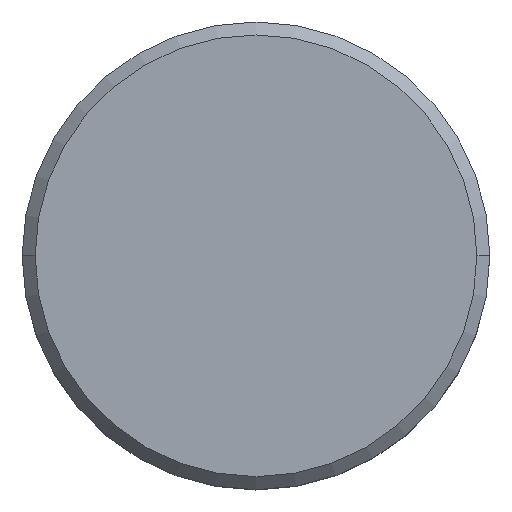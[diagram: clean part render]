
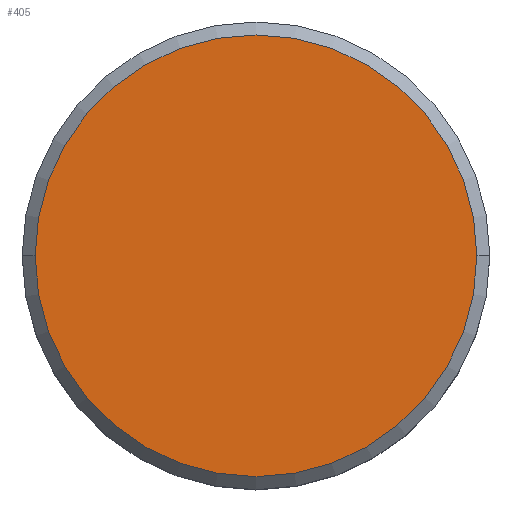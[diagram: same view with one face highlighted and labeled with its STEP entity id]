
A CAD part, top view. The second image highlights one B-rep face of the part: STEP entity #405.
In plain terms, the highlighted planar face has unit normal (0, 0, 1).
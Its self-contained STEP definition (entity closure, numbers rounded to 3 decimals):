
#25 = DIRECTION ( 'NONE',  ( 1., 0., 0. ) ) ;
#30 = CIRCLE ( 'NONE', #336, 8.5 ) ;
#41 = CIRCLE ( 'NONE', #301, 8.5 ) ;
#66 = PLANE ( 'NONE',  #127 ) ;
#74 = ORIENTED_EDGE ( 'NONE', *, *, #159, .T. ) ;
#127 = AXIS2_PLACEMENT_3D ( 'NONE', #459, #348, #135 ) ;
#129 = FACE_OUTER_BOUND ( 'NONE', #265, .T. ) ;
#135 = DIRECTION ( 'NONE',  ( 1., 0., 0. ) ) ;
#137 = CARTESIAN_POINT ( 'NONE',  ( -8.5, 0., 0. ) ) ;
#139 = DIRECTION ( 'NONE',  ( 0., 0., 1. ) ) ;
#159 = EDGE_CURVE ( 'NONE', #306, #307, #41, .T. ) ;
#191 = DIRECTION ( 'NONE',  ( 0., 0., 1. ) ) ;
#211 = EDGE_CURVE ( 'NONE', #307, #306, #30, .T. ) ;
#248 = CARTESIAN_POINT ( 'NONE',  ( 0., 0., 0. ) ) ;
#265 = EDGE_LOOP ( 'NONE', ( #363, #74 ) ) ;
#299 = CARTESIAN_POINT ( 'NONE',  ( 0., 0., 0. ) ) ;
#301 = AXIS2_PLACEMENT_3D ( 'NONE', #248, #139, #360 ) ;
#306 = VERTEX_POINT ( 'NONE', #376 ) ;
#307 = VERTEX_POINT ( 'NONE', #137 ) ;
#336 = AXIS2_PLACEMENT_3D ( 'NONE', #299, #191, #25 ) ;
#348 = DIRECTION ( 'NONE',  ( 0., 0., 1. ) ) ;
#360 = DIRECTION ( 'NONE',  ( 1., 0., 0. ) ) ;
#363 = ORIENTED_EDGE ( 'NONE', *, *, #211, .T. ) ;
#376 = CARTESIAN_POINT ( 'NONE',  ( 8.5, 0., 0. ) ) ;
#405 = ADVANCED_FACE ( 'NONE', ( #129 ), #66, .T. ) ;
#459 = CARTESIAN_POINT ( 'NONE',  ( 0., 0., 0. ) ) ;
